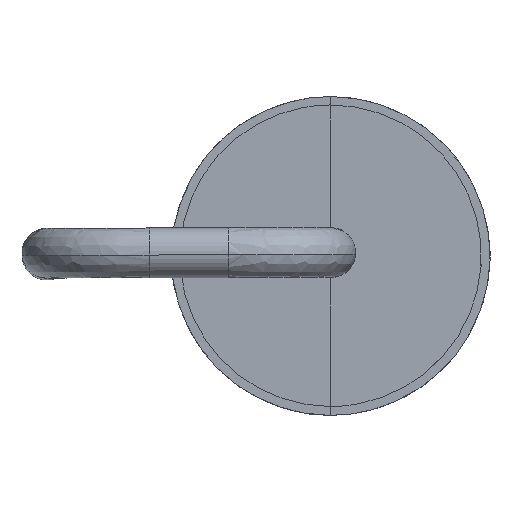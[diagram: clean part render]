
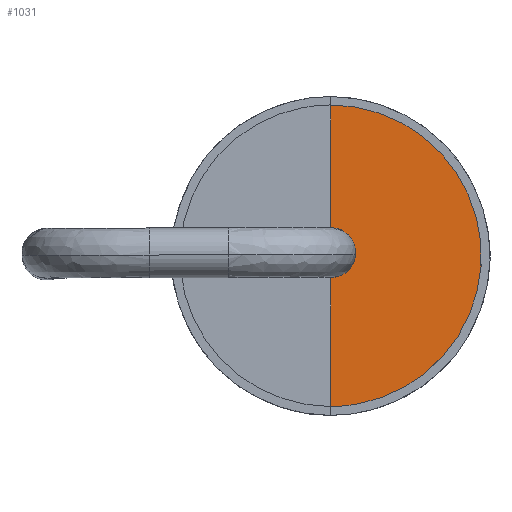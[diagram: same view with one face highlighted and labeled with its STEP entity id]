
A CAD part, top view. The second image highlights one B-rep face of the part: STEP entity #1031.
In plain terms, the highlighted planar face has unit normal (0, 0, 1).
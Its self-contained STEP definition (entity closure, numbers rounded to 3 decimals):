
#936 = VERTEX_POINT('',#937);
#937 = CARTESIAN_POINT('',(1.264,1.355,7.67));
#943 = EDGE_CURVE('',#936,#944,#946,.T.);
#944 = VERTEX_POINT('',#945);
#945 = CARTESIAN_POINT('',(1.264,-1.355,7.67));
#946 = B_SPLINE_CURVE_WITH_KNOTS('',3,(#947,#948,#949,#950,#951,#952,
    #953),.UNSPECIFIED.,.F.,.F.,(4,1,1,1,4),(2.,3.,4.,5.,6.),
  .QUASI_UNIFORM_KNOTS.);
#947 = CARTESIAN_POINT('',(1.264,1.355,7.67));
#948 = CARTESIAN_POINT('',(1.618,1.355,7.67));
#949 = CARTESIAN_POINT('',(2.326,1.062,7.67)
  );
#950 = CARTESIAN_POINT('',(2.766,0.,
    7.67));
#951 = CARTESIAN_POINT('',(2.326,-1.062,7.67)
  );
#952 = CARTESIAN_POINT('',(1.618,-1.355,7.67));
#953 = CARTESIAN_POINT('',(1.264,-1.355,7.67));
#1031 = ADVANCED_FACE('',(#1032),#1049,.T.);
#1032 = FACE_BOUND('',#1033,.T.);
#1033 = EDGE_LOOP('',(#1034,#1035,#1043));
#1034 = ORIENTED_EDGE('',*,*,#943,.F.);
#1035 = ORIENTED_EDGE('',*,*,#1036,.T.);
#1036 = EDGE_CURVE('',#936,#1037,#1039,.T.);
#1037 = VERTEX_POINT('',#1038);
#1038 = CARTESIAN_POINT('',(1.264,0.,
    7.67));
#1039 = LINE('',#1040,#1041);
#1040 = CARTESIAN_POINT('',(1.264,1.355,7.67));
#1041 = VECTOR('',#1042,1.);
#1042 = DIRECTION('',(0.,-1.,0.));
#1043 = ORIENTED_EDGE('',*,*,#1044,.T.);
#1044 = EDGE_CURVE('',#1037,#944,#1045,.T.);
#1045 = LINE('',#1046,#1047);
#1046 = CARTESIAN_POINT('',(1.264,0.,
    7.67));
#1047 = VECTOR('',#1048,1.);
#1048 = DIRECTION('',(0.,-1.,0.));
#1049 = PLANE('',#1050);
#1050 = AXIS2_PLACEMENT_3D('',#1051,#1052,#1053);
#1051 = CARTESIAN_POINT('',(1.264,-0.678,7.67));
#1052 = DIRECTION('',(0.,0.,1.));
#1053 = DIRECTION('',(1.,0.,0.));
